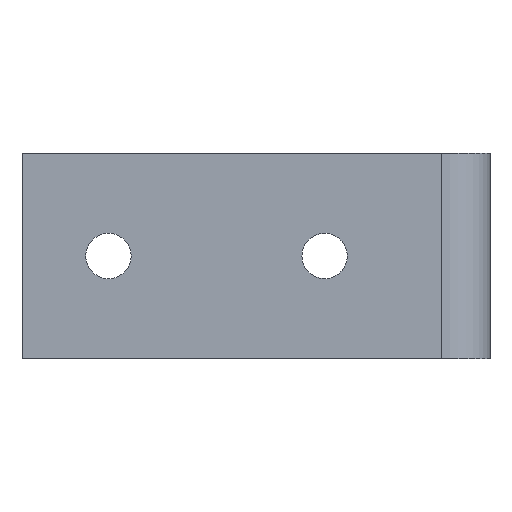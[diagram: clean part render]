
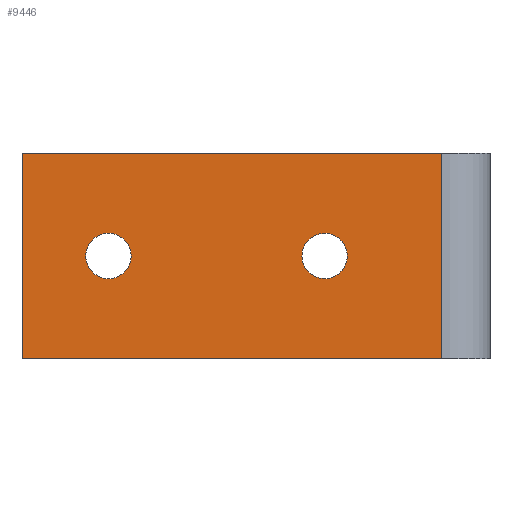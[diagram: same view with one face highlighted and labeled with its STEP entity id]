
A CAD part, front view. The second image highlights one B-rep face of the part: STEP entity #9446.
In plain terms, the highlighted planar face has unit normal (0, -1, 0).
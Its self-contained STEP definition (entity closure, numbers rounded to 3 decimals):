
#562 = AXIS2_PLACEMENT_3D ( 'NONE', #12950, #2339, #7163 ) ;
#612 = VECTOR ( 'NONE', #10918, 1000. ) ;
#711 = EDGE_CURVE ( 'NONE', #12165, #7744, #8788, .T. ) ;
#957 = VECTOR ( 'NONE', #4775, 1000. ) ;
#984 = FACE_BOUND ( 'NONE', #11799, .T. ) ;
#1090 = CARTESIAN_POINT ( 'NONE',  ( 8., 0., 0. ) ) ;
#1391 = CARTESIAN_POINT ( 'NONE',  ( 38.8, 0., 9.5 ) ) ;
#2292 = CIRCLE ( 'NONE', #2970, 2.1 ) ;
#2339 = DIRECTION ( 'NONE',  ( 0., 1., 0. ) ) ;
#2531 = CARTESIAN_POINT ( 'NONE',  ( 0., 0., 9.5 ) ) ;
#2593 = ORIENTED_EDGE ( 'NONE', *, *, #14182, .T. ) ;
#2738 = AXIS2_PLACEMENT_3D ( 'NONE', #12536, #2972, #4188 ) ;
#2937 = AXIS2_PLACEMENT_3D ( 'NONE', #10885, #13473, #9641 ) ;
#2970 = AXIS2_PLACEMENT_3D ( 'NONE', #5577, #14011, #10467 ) ;
#2972 = DIRECTION ( 'NONE',  ( 0., 1., 0. ) ) ;
#3022 = ORIENTED_EDGE ( 'NONE', *, *, #5120, .T. ) ;
#3031 = CIRCLE ( 'NONE', #562, 2.1 ) ;
#3260 = ORIENTED_EDGE ( 'NONE', *, *, #7740, .T. ) ;
#3335 = AXIS2_PLACEMENT_3D ( 'NONE', #1090, #4655, #13116 ) ;
#3645 = CARTESIAN_POINT ( 'NONE',  ( 38.8, 0., 9.5 ) ) ;
#3785 = CARTESIAN_POINT ( 'NONE',  ( 0., 0., 9.5 ) ) ;
#3786 = CARTESIAN_POINT ( 'NONE',  ( 28., 0., -2.1 ) ) ;
#4116 = VECTOR ( 'NONE', #13034, 1000. ) ;
#4188 = DIRECTION ( 'NONE',  ( 0., 0., 1. ) ) ;
#4193 = CIRCLE ( 'NONE', #3335, 2.1 ) ;
#4519 = LINE ( 'NONE', #3785, #957 ) ;
#4593 = VERTEX_POINT ( 'NONE', #3786 ) ;
#4655 = DIRECTION ( 'NONE',  ( 0., 1., 0. ) ) ;
#4775 = DIRECTION ( 'NONE',  ( 0., 0., -1. ) ) ;
#4901 = DIRECTION ( 'NONE',  ( 0., 0., -1. ) ) ;
#5041 = VERTEX_POINT ( 'NONE', #8136 ) ;
#5120 = EDGE_CURVE ( 'NONE', #9957, #7744, #5251, .T. ) ;
#5251 = LINE ( 'NONE', #9495, #4116 ) ;
#5294 = ORIENTED_EDGE ( 'NONE', *, *, #10322, .T. ) ;
#5577 = CARTESIAN_POINT ( 'NONE',  ( 8., 0., 0. ) ) ;
#5871 = ORIENTED_EDGE ( 'NONE', *, *, #14204, .T. ) ;
#6260 = CARTESIAN_POINT ( 'NONE',  ( 0., 0., 9.5 ) ) ;
#6378 = ORIENTED_EDGE ( 'NONE', *, *, #8532, .F. ) ;
#6728 = EDGE_CURVE ( 'NONE', #6734, #9957, #4519, .T. ) ;
#6734 = VERTEX_POINT ( 'NONE', #6260 ) ;
#6986 = FACE_BOUND ( 'NONE', #13125, .T. ) ;
#7163 = DIRECTION ( 'NONE',  ( 0., 0., 1. ) ) ;
#7523 = VERTEX_POINT ( 'NONE', #11123 ) ;
#7740 = EDGE_CURVE ( 'NONE', #8426, #7523, #4193, .T. ) ;
#7744 = VERTEX_POINT ( 'NONE', #10333 ) ;
#8136 = CARTESIAN_POINT ( 'NONE',  ( 28., 0., 2.1 ) ) ;
#8426 = VERTEX_POINT ( 'NONE', #11888 ) ;
#8532 = EDGE_CURVE ( 'NONE', #6734, #12165, #14161, .T. ) ;
#8788 = LINE ( 'NONE', #3645, #14427 ) ;
#9446 = ADVANCED_FACE ( 'NONE', ( #6986, #984, #12822 ), #10061, .F. ) ;
#9495 = CARTESIAN_POINT ( 'NONE',  ( 0., 0., -9.5 ) ) ;
#9641 = DIRECTION ( 'NONE',  ( 0., 0., 1. ) ) ;
#9779 = CIRCLE ( 'NONE', #2937, 2.1 ) ;
#9957 = VERTEX_POINT ( 'NONE', #10994 ) ;
#10061 = PLANE ( 'NONE',  #2738 ) ;
#10322 = EDGE_CURVE ( 'NONE', #5041, #4593, #9779, .T. ) ;
#10333 = CARTESIAN_POINT ( 'NONE',  ( 38.8, 0., -9.5 ) ) ;
#10467 = DIRECTION ( 'NONE',  ( 0., 0., 1. ) ) ;
#10514 = ORIENTED_EDGE ( 'NONE', *, *, #711, .F. ) ;
#10885 = CARTESIAN_POINT ( 'NONE',  ( 28., 0., 0. ) ) ;
#10895 = EDGE_LOOP ( 'NONE', ( #3022, #10514, #6378, #14308 ) ) ;
#10918 = DIRECTION ( 'NONE',  ( 1., 0., 0. ) ) ;
#10994 = CARTESIAN_POINT ( 'NONE',  ( 0., 0., -9.5 ) ) ;
#11123 = CARTESIAN_POINT ( 'NONE',  ( 8., 0., 2.1 ) ) ;
#11799 = EDGE_LOOP ( 'NONE', ( #5294, #5871 ) ) ;
#11888 = CARTESIAN_POINT ( 'NONE',  ( 8., 0., -2.1 ) ) ;
#12165 = VERTEX_POINT ( 'NONE', #1391 ) ;
#12536 = CARTESIAN_POINT ( 'NONE',  ( 0., 0., 9.5 ) ) ;
#12822 = FACE_OUTER_BOUND ( 'NONE', #10895, .T. ) ;
#12950 = CARTESIAN_POINT ( 'NONE',  ( 28., 0., 0. ) ) ;
#13034 = DIRECTION ( 'NONE',  ( 1., 0., 0. ) ) ;
#13116 = DIRECTION ( 'NONE',  ( 0., 0., 1. ) ) ;
#13125 = EDGE_LOOP ( 'NONE', ( #2593, #3260 ) ) ;
#13473 = DIRECTION ( 'NONE',  ( 0., 1., 0. ) ) ;
#14011 = DIRECTION ( 'NONE',  ( 0., 1., 0. ) ) ;
#14161 = LINE ( 'NONE', #2531, #612 ) ;
#14182 = EDGE_CURVE ( 'NONE', #7523, #8426, #2292, .T. ) ;
#14204 = EDGE_CURVE ( 'NONE', #4593, #5041, #3031, .T. ) ;
#14308 = ORIENTED_EDGE ( 'NONE', *, *, #6728, .T. ) ;
#14427 = VECTOR ( 'NONE', #4901, 1000. ) ;
